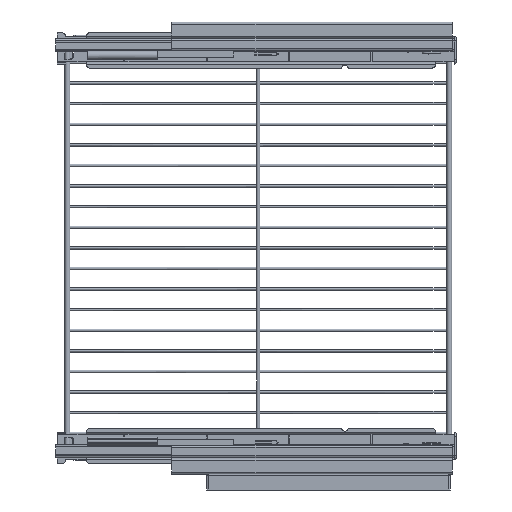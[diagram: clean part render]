
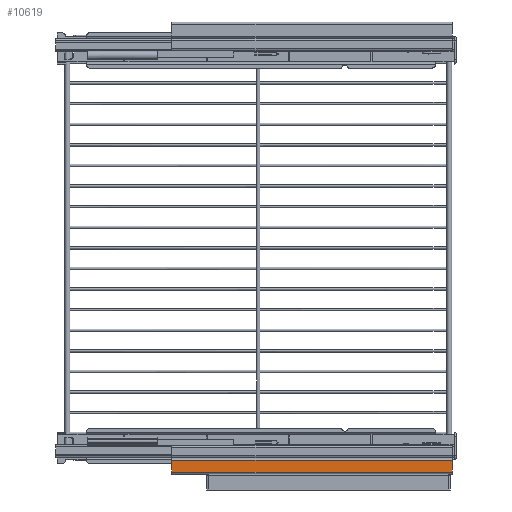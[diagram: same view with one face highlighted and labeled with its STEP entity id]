
A CAD part, front view. The second image highlights one B-rep face of the part: STEP entity #10619.
In plain terms, the highlighted planar face has unit normal (0, -1, 0).
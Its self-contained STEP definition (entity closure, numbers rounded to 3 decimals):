
#9107=CARTESIAN_POINT('',(316.881,-2.106,17.2));
#9108=VERTEX_POINT('',#9107);
#9116=CARTESIAN_POINT('',(316.881,-2.106,2.7));
#9117=VERTEX_POINT('',#9116);
#9118=CARTESIAN_POINT('',(316.881,-2.106,17.2));
#9119=DIRECTION('',(0.0,0.0,-1.0));
#9120=VECTOR('',#9119,14.5);
#9121=LINE('',#9118,#9120);
#9122=EDGE_CURVE('',#9108,#9117,#9121,.T.);
#9424=CARTESIAN_POINT('',(-23.119,-2.106,2.7));
#9425=VERTEX_POINT('',#9424);
#9433=CARTESIAN_POINT('',(-23.119,-2.106,17.2));
#9434=VERTEX_POINT('',#9433);
#9435=CARTESIAN_POINT('',(-23.119,-2.106,2.7));
#9436=DIRECTION('',(0.0,0.0,1.0));
#9437=VECTOR('',#9436,14.5);
#9438=LINE('',#9435,#9437);
#9439=EDGE_CURVE('',#9425,#9434,#9438,.T.);
#10593=CARTESIAN_POINT('',(316.881,-2.106,17.2));
#10594=DIRECTION('',(-1.0,0.0,0.0));
#10595=VECTOR('',#10594,340.);
#10596=LINE('',#10593,#10595);
#10597=EDGE_CURVE('',#9108,#9434,#10596,.T.);
#10603=CARTESIAN_POINT('',(146.881,-2.106,9.7));
#10604=DIRECTION('',(0.0,1.0,0.0));
#10605=DIRECTION('',(0.0,0.0,1.0));
#10606=AXIS2_PLACEMENT_3D('',#10603,#10604,#10605);
#10607=PLANE('',#10606);
#10608=ORIENTED_EDGE('',*,*,#10597,.T.);
#10609=ORIENTED_EDGE('',*,*,#9439,.F.);
#10610=CARTESIAN_POINT('',(-23.119,-2.106,2.7));
#10611=DIRECTION('',(1.0,0.0,0.0));
#10612=VECTOR('',#10611,340.);
#10613=LINE('',#10610,#10612);
#10614=EDGE_CURVE('',#9425,#9117,#10613,.T.);
#10615=ORIENTED_EDGE('',*,*,#10614,.T.);
#10616=ORIENTED_EDGE('',*,*,#9122,.F.);
#10617=EDGE_LOOP('',(#10608,#10609,#10615,#10616));
#10618=FACE_OUTER_BOUND('',#10617,.T.);
#10619=ADVANCED_FACE('',(#10618),#10607,.F.);
